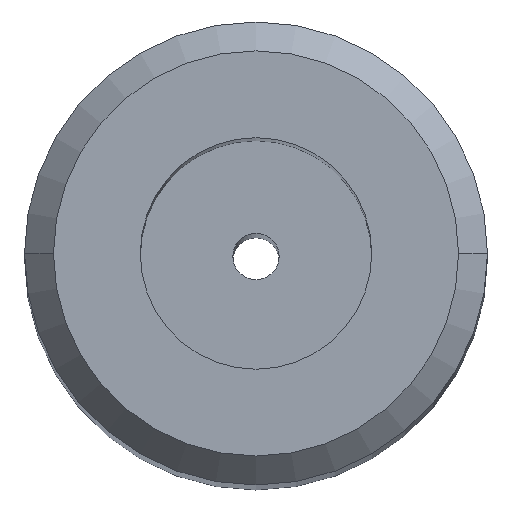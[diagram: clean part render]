
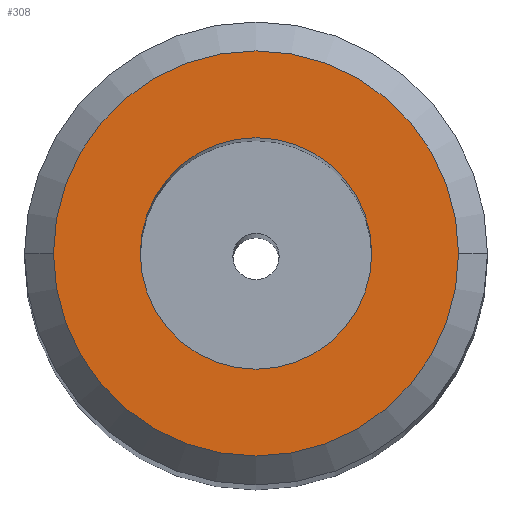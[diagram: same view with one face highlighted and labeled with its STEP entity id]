
A CAD part, top view. The second image highlights one B-rep face of the part: STEP entity #308.
In plain terms, the highlighted planar face has unit normal (0, 0, 1).
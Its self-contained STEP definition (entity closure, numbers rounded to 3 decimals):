
#11 = PLANE ( 'NONE',  #205 ) ;
#71 = EDGE_CURVE ( 'NONE', #628, #598, #1011, .T. ) ;
#78 = DIRECTION ( 'NONE',  ( 0., 0., 1. ) ) ;
#93 = CARTESIAN_POINT ( 'NONE',  ( 0., 0., 75. ) ) ;
#138 = AXIS2_PLACEMENT_3D ( 'NONE', #93, #686, #1082 ) ;
#152 = ORIENTED_EDGE ( 'NONE', *, *, #354, .T. ) ;
#205 = AXIS2_PLACEMENT_3D ( 'NONE', #341, #78, #687 ) ;
#214 = ORIENTED_EDGE ( 'NONE', *, *, #382, .T. ) ;
#218 = DIRECTION ( 'NONE',  ( 0., 0., -1. ) ) ;
#227 = CARTESIAN_POINT ( 'NONE',  ( 0., 0., 75. ) ) ;
#249 = VERTEX_POINT ( 'NONE', #426 ) ;
#269 = DIRECTION ( 'NONE',  ( -1., 0., 0. ) ) ;
#290 = ORIENTED_EDGE ( 'NONE', *, *, #71, .F. ) ;
#292 = DIRECTION ( 'NONE',  ( -1., 0., 0. ) ) ;
#308 = ADVANCED_FACE ( 'NONE', ( #510, #768 ), #11, .T. ) ;
#309 = AXIS2_PLACEMENT_3D ( 'NONE', #696, #452, #292 ) ;
#313 = AXIS2_PLACEMENT_3D ( 'NONE', #227, #218, #900 ) ;
#341 = CARTESIAN_POINT ( 'NONE',  ( 0., 3.5, 75. ) ) ;
#354 = EDGE_CURVE ( 'NONE', #249, #1000, #501, .T. ) ;
#369 = CARTESIAN_POINT ( 'NONE',  ( -3.5, 0., 75. ) ) ;
#382 = EDGE_CURVE ( 'NONE', #1000, #249, #651, .T. ) ;
#400 = AXIS2_PLACEMENT_3D ( 'NONE', #882, #794, #269 ) ;
#426 = CARTESIAN_POINT ( 'NONE',  ( 2., 0., 75. ) ) ;
#452 = DIRECTION ( 'NONE',  ( 0., 0., -1. ) ) ;
#501 = CIRCLE ( 'NONE', #400, 2. ) ;
#510 = FACE_BOUND ( 'NONE', #764, .T. ) ;
#598 = VERTEX_POINT ( 'NONE', #695 ) ;
#628 = VERTEX_POINT ( 'NONE', #369 ) ;
#645 = ORIENTED_EDGE ( 'NONE', *, *, #852, .F. ) ;
#651 = CIRCLE ( 'NONE', #309, 2. ) ;
#686 = DIRECTION ( 'NONE',  ( 0., 0., -1. ) ) ;
#687 = DIRECTION ( 'NONE',  ( 1., 0., 0. ) ) ;
#695 = CARTESIAN_POINT ( 'NONE',  ( 3.5, 0., 75. ) ) ;
#696 = CARTESIAN_POINT ( 'NONE',  ( 0., 0., 75. ) ) ;
#764 = EDGE_LOOP ( 'NONE', ( #214, #152 ) ) ;
#768 = FACE_OUTER_BOUND ( 'NONE', #784, .T. ) ;
#784 = EDGE_LOOP ( 'NONE', ( #290, #645 ) ) ;
#794 = DIRECTION ( 'NONE',  ( 0., 0., -1. ) ) ;
#852 = EDGE_CURVE ( 'NONE', #598, #628, #861, .T. ) ;
#861 = CIRCLE ( 'NONE', #138, 3.5 ) ;
#882 = CARTESIAN_POINT ( 'NONE',  ( 0., 0., 75. ) ) ;
#900 = DIRECTION ( 'NONE',  ( -1., 0., 0. ) ) ;
#951 = CARTESIAN_POINT ( 'NONE',  ( -2., 0., 75. ) ) ;
#1000 = VERTEX_POINT ( 'NONE', #951 ) ;
#1011 = CIRCLE ( 'NONE', #313, 3.5 ) ;
#1082 = DIRECTION ( 'NONE',  ( -1., 0., 0. ) ) ;
